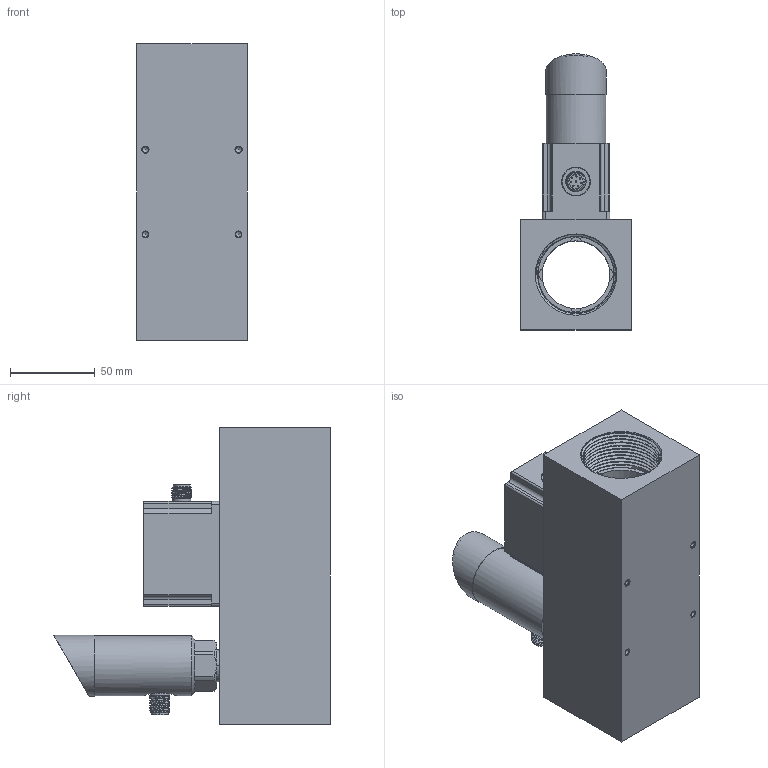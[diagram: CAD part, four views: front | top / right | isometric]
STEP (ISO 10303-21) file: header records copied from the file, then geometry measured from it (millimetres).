
FILE_DESCRIPTION(/* description */ (''),/* implementation_level */ '2;1');
FILE_NAME(/* name */ 'FM160-DN40-G1-12K-P FM160带压力孔本体40口径.stp',/* time_stamp */ '2022-07-29T08:44:33+08:00',/* author */ (''),/* organization */ (''),/* preprocessor_version */ 'ST-DEVELOPER v16',/* originating_system */ 'SIEMENS PLM Software NX 10.0',/* authorisation */ '');
FILE_SCHEMA (('CONFIG_CONTROL_DESIGN'));
Products named in the file (7): _id26_x_t; _id22_x_t; _id18_x_t; _id14_x_t; _id10_x_t; _id6_x_t; _x_t
Assembly tree (6 placements, depth 2):
  _x_t
  _id6_x_t
  _id10_x_t
  _id14_x_t
  _id18_x_t
  _id22_x_t
  _id26_x_t
Bounding box: 65 x 163 x 175 mm (x, y, z)
Volume: 590808.7 mm3; surface area: 126561.7 mm2
Topology: 6 solids, 6 shells, 1627 faces, 4352 edges, 2874 vertices
Faces by surface type: plane 1081, cylinder 364, bspline 102, cone 58, sphere 20, extrusion 2
Full cylindrical faces by diameter (mm): 2.05 x4, 2.5 x2, 3.3 x4, 3.5 x2, 4 x1, 9 x2, 11.6 x1, 14 x1, 35.4 x1, 36 x1, 40 x1, 45 x4
Entity records: 82313 total; most frequent: CARTESIAN_POINT 41666, ORIENTED_EDGE 8496, DIRECTION 7704, EDGE_CURVE 4248, VECTOR 3078, LINE 3076, VERTEX_POINT 2848, AXIS2_PLACEMENT_3D 2313
